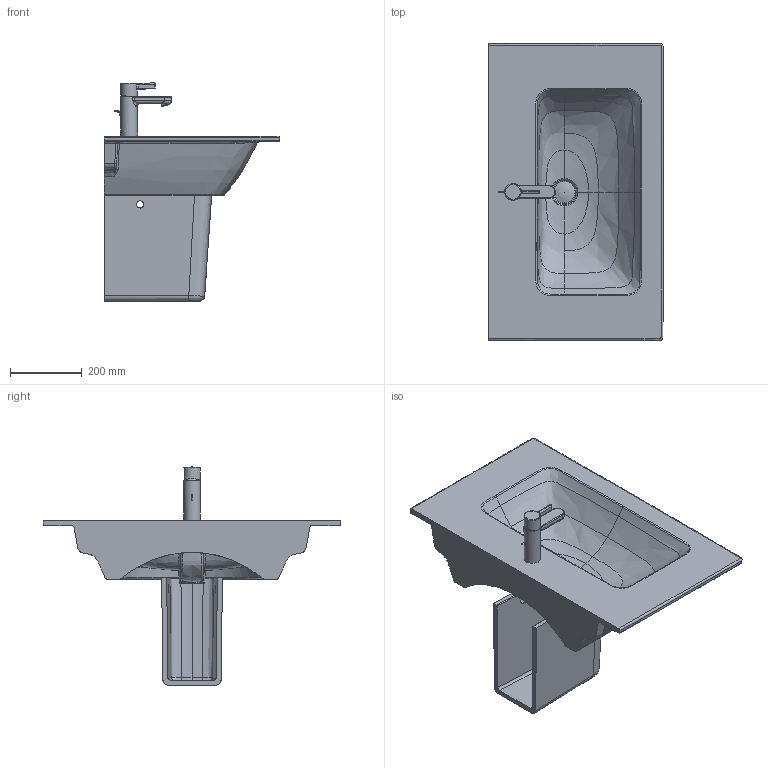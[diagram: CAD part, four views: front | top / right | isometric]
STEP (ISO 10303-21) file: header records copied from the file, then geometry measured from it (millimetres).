
FILE_DESCRIPTION((''),'2;1');
FILE_NAME('233683_1.stp','2015-06-10T18:49:09',('Administrator'),(''),'Autodesk Inventor 2011','Autodesk Inventor 2011','');
FILE_SCHEMA(('CONFIG_CONTROL_DESIGN'));
Length unit declared in the file: millimetre
Products named in the file (11): 233683_1; 233683; 085840; Armatur Durastyle Waschtisch; Fassung Sieb; Griff; Gehäuse; Hebel_Ventil; Gleitring; Kelch; Stopfen
Assembly tree (10 placements, depth 3):
  233683_1
    233683
    085840
    Armatur Durastyle Waschtisch
      Fassung Sieb
      Griff
      Gehäuse
      Hebel_Ventil
      Gleitring
    Kelch
    Stopfen
Bounding box: 489.45 x 830.24 x 609.68 mm (x, y, z)
Volume: 19954020.5 mm3; surface area: 1829475.4 mm2
Topology: 8 solids, 10 shells, 354 faces, 857 edges, 513 vertices
Faces by surface type: bspline 156, cylinder 85, plane 79, torus 16, sphere 13, cone 5
Full cylindrical faces by diameter (mm): 4 x2, 20 x2, 20.15 x1, 21.15 x1, 23.15 x1, 25 x1, 35 x1, 42 x1, 44 x1, 46 x2, 48.918 x1, 60 x1
Entity records: 81128 total; most frequent: CARTESIAN_POINT 73270, ORIENTED_EDGE 1616, DIRECTION 1253, EDGE_CURVE 810, AXIS2_PLACEMENT_3D 512, VERTEX_POINT 500, EDGE_LOOP 412, FACE_OUTER_BOUND 353
